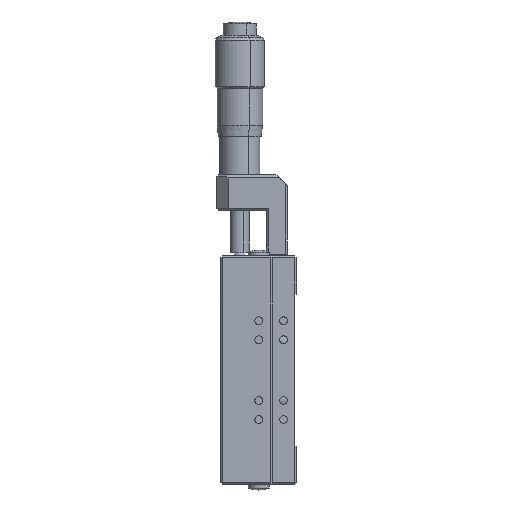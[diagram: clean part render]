
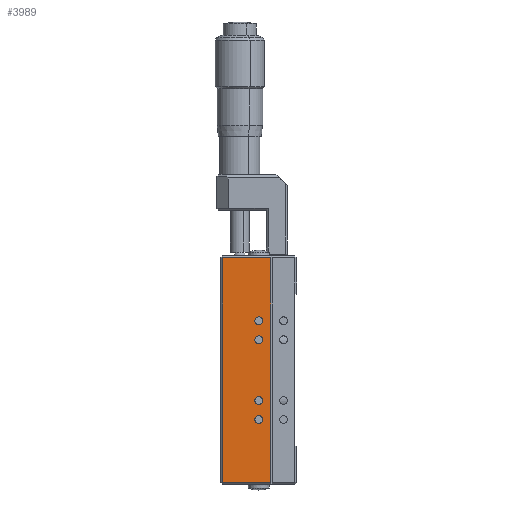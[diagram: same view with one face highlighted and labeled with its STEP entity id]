
A CAD part, left-side view. The second image highlights one B-rep face of the part: STEP entity #3989.
In plain terms, the highlighted planar face has unit normal (-1, 0, 0).
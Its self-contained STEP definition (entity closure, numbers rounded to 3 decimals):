
#20 = EDGE_CURVE ( 'NONE', #12774, #15891, #3793, .T. ) ;
#600 = ORIENTED_EDGE ( 'NONE', *, *, #3469, .F. ) ;
#989 = CARTESIAN_POINT ( 'NONE',  ( -29.33, 10., 13. ) ) ;
#1029 = CARTESIAN_POINT ( 'NONE',  ( -29.33, 6.8, 30. ) ) ;
#1209 = AXIS2_PLACEMENT_3D ( 'NONE', #1029, #20984, #4168 ) ;
#1401 = CARTESIAN_POINT ( 'NONE',  ( -29.33, 10., -8. ) ) ;
#1597 = CARTESIAN_POINT ( 'NONE',  ( -29.33, 10., -8. ) ) ;
#2146 = DIRECTION ( 'NONE',  ( -1., 0., 0. ) ) ;
#2387 = DIRECTION ( 'NONE',  ( 0., 0., 1. ) ) ;
#2493 = DIRECTION ( 'NONE',  ( 0., 0., -1. ) ) ;
#3032 = VECTOR ( 'NONE', #10771, 1000. ) ;
#3326 = DIRECTION ( 'NONE',  ( 0., 0., 1. ) ) ;
#3377 = FACE_BOUND ( 'NONE', #8641, .T. ) ;
#3396 = AXIS2_PLACEMENT_3D ( 'NONE', #12173, #2146, #3821 ) ;
#3469 = EDGE_CURVE ( 'NONE', #19227, #19739, #20741, .T. ) ;
#3538 = DIRECTION ( 'NONE',  ( -1., 0., 0. ) ) ;
#3793 = CIRCLE ( 'NONE', #19412, 1.025 ) ;
#3821 = DIRECTION ( 'NONE',  ( 0., 0., 1. ) ) ;
#3889 = FACE_OUTER_BOUND ( 'NONE', #18795, .T. ) ;
#3913 = DIRECTION ( 'NONE',  ( -1., 0., 0. ) ) ;
#3928 = DIRECTION ( 'NONE',  ( 0., 0., 1. ) ) ;
#3983 = VERTEX_POINT ( 'NONE', #6068 ) ;
#3989 = ADVANCED_FACE ( 'NONE', ( #3889, #3377, #20167, #20697, #16225 ), #11045, .T. ) ;
#4168 = DIRECTION ( 'NONE',  ( 0., 0., 1. ) ) ;
#4607 = CARTESIAN_POINT ( 'NONE',  ( -29.33, 10., -6.975 ) ) ;
#5543 = CARTESIAN_POINT ( 'NONE',  ( -29.33, 10., 8. ) ) ;
#6068 = CARTESIAN_POINT ( 'NONE',  ( -29.33, 6.8, 29.5 ) ) ;
#6181 = LINE ( 'NONE', #20772, #3032 ) ;
#6366 = CIRCLE ( 'NONE', #11391, 1.025 ) ;
#6387 = CIRCLE ( 'NONE', #20842, 1.025 ) ;
#6441 = EDGE_LOOP ( 'NONE', ( #19505, #12434 ) ) ;
#6575 = CARTESIAN_POINT ( 'NONE',  ( -29.33, 10., -11.975 ) ) ;
#6678 = VERTEX_POINT ( 'NONE', #14865 ) ;
#6728 = VERTEX_POINT ( 'NONE', #6575 ) ;
#7188 = CARTESIAN_POINT ( 'NONE',  ( -29.33, 10., -13. ) ) ;
#7297 = DIRECTION ( 'NONE',  ( -1., 0., 0. ) ) ;
#7474 = ORIENTED_EDGE ( 'NONE', *, *, #8377, .F. ) ;
#7538 = CIRCLE ( 'NONE', #3396, 1.025 ) ;
#7793 = EDGE_CURVE ( 'NONE', #19739, #19227, #20936, .T. ) ;
#8211 = CIRCLE ( 'NONE', #10980, 1.025 ) ;
#8377 = EDGE_CURVE ( 'NONE', #8964, #6728, #7538, .T. ) ;
#8480 = EDGE_CURVE ( 'NONE', #6678, #20053, #13829, .T. ) ;
#8641 = EDGE_LOOP ( 'NONE', ( #10461, #12718 ) ) ;
#8834 = CARTESIAN_POINT ( 'NONE',  ( -29.33, 10., 11.975 ) ) ;
#8884 = DIRECTION ( 'NONE',  ( 0., 0., 1. ) ) ;
#8964 = VERTEX_POINT ( 'NONE', #16074 ) ;
#9357 = EDGE_CURVE ( 'NONE', #20053, #13844, #6181, .T. ) ;
#9662 = ORIENTED_EDGE ( 'NONE', *, *, #7793, .F. ) ;
#10112 = ORIENTED_EDGE ( 'NONE', *, *, #17647, .T. ) ;
#10364 = EDGE_CURVE ( 'NONE', #15891, #12774, #6387, .T. ) ;
#10461 = ORIENTED_EDGE ( 'NONE', *, *, #19143, .F. ) ;
#10526 = EDGE_CURVE ( 'NONE', #18660, #10539, #6366, .T. ) ;
#10539 = VERTEX_POINT ( 'NONE', #4607 ) ;
#10771 = DIRECTION ( 'NONE',  ( 0., -1., 0. ) ) ;
#10824 = AXIS2_PLACEMENT_3D ( 'NONE', #17350, #7297, #3928 ) ;
#10980 = AXIS2_PLACEMENT_3D ( 'NONE', #1597, #15003, #11614 ) ;
#11045 = PLANE ( 'NONE',  #1209 ) ;
#11391 = AXIS2_PLACEMENT_3D ( 'NONE', #1401, #18184, #19883 ) ;
#11614 = DIRECTION ( 'NONE',  ( 0., 0., 1. ) ) ;
#11769 = CARTESIAN_POINT ( 'NONE',  ( -29.33, 6.8, -29.5 ) ) ;
#11861 = CARTESIAN_POINT ( 'NONE',  ( -29.33, 10., -9.025 ) ) ;
#12173 = CARTESIAN_POINT ( 'NONE',  ( -29.33, 10., -13. ) ) ;
#12434 = ORIENTED_EDGE ( 'NONE', *, *, #20, .F. ) ;
#12534 = CARTESIAN_POINT ( 'NONE',  ( -29.33, 19.5, 30. ) ) ;
#12718 = ORIENTED_EDGE ( 'NONE', *, *, #10526, .F. ) ;
#12774 = VERTEX_POINT ( 'NONE', #16476 ) ;
#13148 = LINE ( 'NONE', #13292, #21568 ) ;
#13292 = CARTESIAN_POINT ( 'NONE',  ( -29.33, 6.8, 30. ) ) ;
#13810 = CARTESIAN_POINT ( 'NONE',  ( -29.33, 10., 8. ) ) ;
#13829 = LINE ( 'NONE', #12534, #20638 ) ;
#13844 = VERTEX_POINT ( 'NONE', #11769 ) ;
#13971 = DIRECTION ( 'NONE',  ( 0., 0., 1. ) ) ;
#14539 = EDGE_CURVE ( 'NONE', #6728, #8964, #20370, .T. ) ;
#14629 = ORIENTED_EDGE ( 'NONE', *, *, #14539, .F. ) ;
#14865 = CARTESIAN_POINT ( 'NONE',  ( -29.33, 19.5, 29.5 ) ) ;
#14973 = DIRECTION ( 'NONE',  ( 0., 0., 1. ) ) ;
#14997 = CARTESIAN_POINT ( 'NONE',  ( -29.33, 6.8, 29.5 ) ) ;
#15003 = DIRECTION ( 'NONE',  ( -1., 0., 0. ) ) ;
#15214 = ORIENTED_EDGE ( 'NONE', *, *, #8480, .T. ) ;
#15891 = VERTEX_POINT ( 'NONE', #19385 ) ;
#16074 = CARTESIAN_POINT ( 'NONE',  ( -29.33, 10., -14.025 ) ) ;
#16225 = FACE_BOUND ( 'NONE', #6441, .T. ) ;
#16469 = DIRECTION ( 'NONE',  ( 0., 1., 0. ) ) ;
#16476 = CARTESIAN_POINT ( 'NONE',  ( -29.33, 10., 6.975 ) ) ;
#16810 = AXIS2_PLACEMENT_3D ( 'NONE', #989, #18352, #14973 ) ;
#17276 = DIRECTION ( 'NONE',  ( -1., 0., 0. ) ) ;
#17350 = CARTESIAN_POINT ( 'NONE',  ( -29.33, 10., 13. ) ) ;
#17647 = EDGE_CURVE ( 'NONE', #13844, #3983, #13148, .T. ) ;
#17937 = AXIS2_PLACEMENT_3D ( 'NONE', #7188, #3538, #8884 ) ;
#18034 = EDGE_CURVE ( 'NONE', #3983, #6678, #19274, .T. ) ;
#18184 = DIRECTION ( 'NONE',  ( -1., 0., 0. ) ) ;
#18319 = CARTESIAN_POINT ( 'NONE',  ( -29.33, 19.5, -29.5 ) ) ;
#18352 = DIRECTION ( 'NONE',  ( -1., 0., 0. ) ) ;
#18660 = VERTEX_POINT ( 'NONE', #11861 ) ;
#18795 = EDGE_LOOP ( 'NONE', ( #10112, #19629, #15214, #19953 ) ) ;
#19012 = VECTOR ( 'NONE', #16469, 1000. ) ;
#19143 = EDGE_CURVE ( 'NONE', #10539, #18660, #8211, .T. ) ;
#19227 = VERTEX_POINT ( 'NONE', #8834 ) ;
#19274 = LINE ( 'NONE', #14997, #19012 ) ;
#19385 = CARTESIAN_POINT ( 'NONE',  ( -29.33, 10., 9.025 ) ) ;
#19412 = AXIS2_PLACEMENT_3D ( 'NONE', #5543, #17276, #13971 ) ;
#19505 = ORIENTED_EDGE ( 'NONE', *, *, #10364, .F. ) ;
#19629 = ORIENTED_EDGE ( 'NONE', *, *, #18034, .T. ) ;
#19739 = VERTEX_POINT ( 'NONE', #21203 ) ;
#19883 = DIRECTION ( 'NONE',  ( 0., 0., 1. ) ) ;
#19953 = ORIENTED_EDGE ( 'NONE', *, *, #9357, .T. ) ;
#20053 = VERTEX_POINT ( 'NONE', #18319 ) ;
#20167 = FACE_BOUND ( 'NONE', #20267, .T. ) ;
#20267 = EDGE_LOOP ( 'NONE', ( #14629, #7474 ) ) ;
#20370 = CIRCLE ( 'NONE', #17937, 1.025 ) ;
#20638 = VECTOR ( 'NONE', #2493, 1000. ) ;
#20697 = FACE_BOUND ( 'NONE', #20784, .T. ) ;
#20741 = CIRCLE ( 'NONE', #16810, 1.025 ) ;
#20772 = CARTESIAN_POINT ( 'NONE',  ( -29.33, 6.8, -29.5 ) ) ;
#20784 = EDGE_LOOP ( 'NONE', ( #9662, #600 ) ) ;
#20842 = AXIS2_PLACEMENT_3D ( 'NONE', #13810, #3913, #2387 ) ;
#20936 = CIRCLE ( 'NONE', #10824, 1.025 ) ;
#20984 = DIRECTION ( 'NONE',  ( -1., 0., 0. ) ) ;
#21203 = CARTESIAN_POINT ( 'NONE',  ( -29.33, 10., 14.025 ) ) ;
#21568 = VECTOR ( 'NONE', #3326, 1000. ) ;
